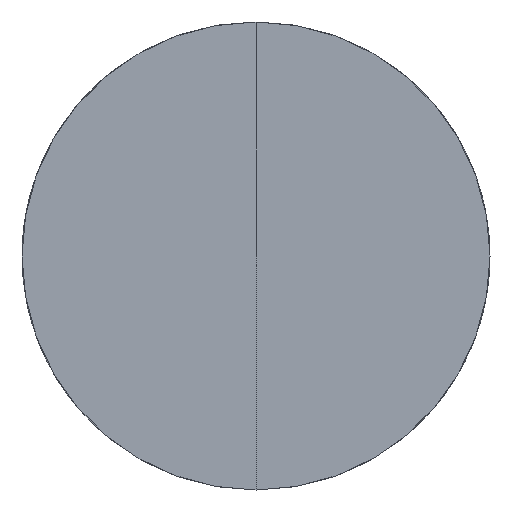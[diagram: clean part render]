
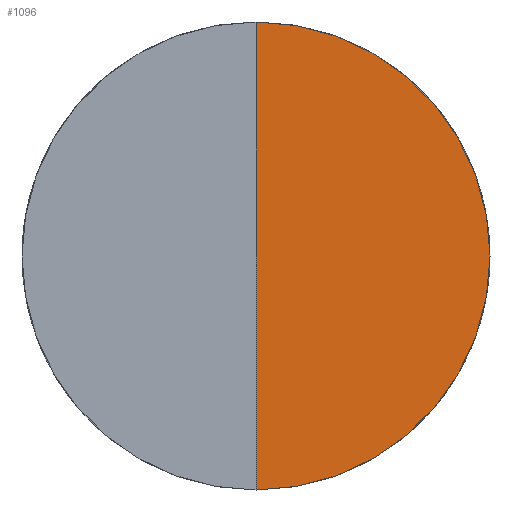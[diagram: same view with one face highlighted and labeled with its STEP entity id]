
A CAD part, front view. The second image highlights one B-rep face of the part: STEP entity #1096.
In plain terms, the highlighted planar face has unit normal (0, -1, 0).
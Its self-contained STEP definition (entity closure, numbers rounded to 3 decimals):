
#54=PLANE('',#1183);
#102=FACE_OUTER_BOUND('',#163,.T.);
#163=EDGE_LOOP('',(#874,#875));
#216=CIRCLE('',#1184,4.);
#283=LINE('',#1663,#407);
#407=VECTOR('',#1346,10.);
#522=VERTEX_POINT('',#1660);
#523=VERTEX_POINT('',#1662);
#645=EDGE_CURVE('',#522,#523,#283,.T.);
#655=EDGE_CURVE('',#522,#523,#216,.T.);
#874=ORIENTED_EDGE('',*,*,#645,.F.);
#875=ORIENTED_EDGE('',*,*,#655,.T.);
#1096=ADVANCED_FACE('',(#102),#54,.T.);
#1183=AXIS2_PLACEMENT_3D('',#1738,#1363,#1364);
#1184=AXIS2_PLACEMENT_3D('',#1739,#1365,#1366);
#1346=DIRECTION('',(0.,0.,1.));
#1363=DIRECTION('center_axis',(0.,-1.,0.));
#1364=DIRECTION('ref_axis',(1.,0.,0.));
#1365=DIRECTION('center_axis',(0.,-1.,0.));
#1366=DIRECTION('ref_axis',(1.,0.,0.));
#1660=CARTESIAN_POINT('',(8.,-1.,1.));
#1662=CARTESIAN_POINT('',(8.,-1.,9.));
#1663=CARTESIAN_POINT('',(8.,-1.,5.));
#1738=CARTESIAN_POINT('Origin',(8.,-1.,5.));
#1739=CARTESIAN_POINT('Origin',(8.,-1.,5.));
